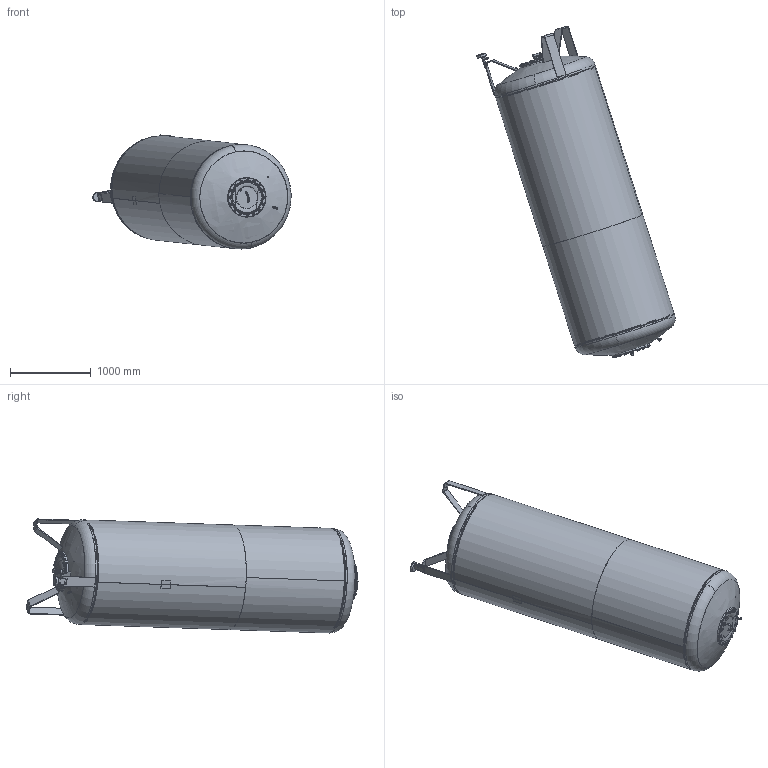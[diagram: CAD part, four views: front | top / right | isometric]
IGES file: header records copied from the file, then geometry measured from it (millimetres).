
Global section: file name: No Iges File Name specified; native system: Autodesk Inventor 2009; preprocessor: AutoDesk Inventor Iges Exporter R2009; author: CADJOBServer; date: 20091012.102905; units: millimetre
Bounding box: 2464.71 x 4123.38 x 1417.02 mm (x, y, z)
Volume: 4190242.4 mm3; surface area: 54109900.3 mm2
Topology: 46 solids, 47 shells, 2354 faces, 5795 edges, 3700 vertices
Faces by surface type: plane 879, bspline 391, cone 359, cylinder 328, revolution 321, torus 65, sphere 11
Full cylindrical faces by diameter (mm): 490 x1
